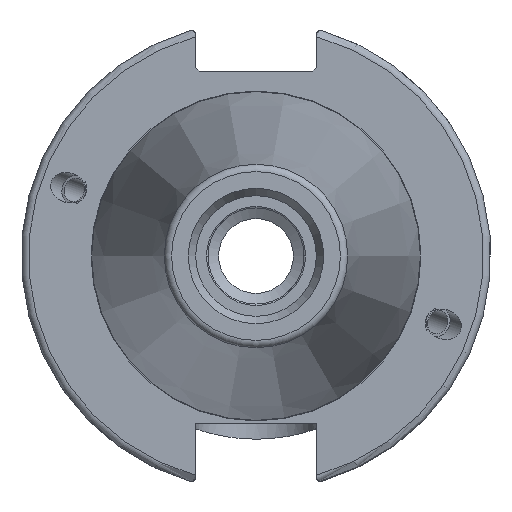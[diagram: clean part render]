
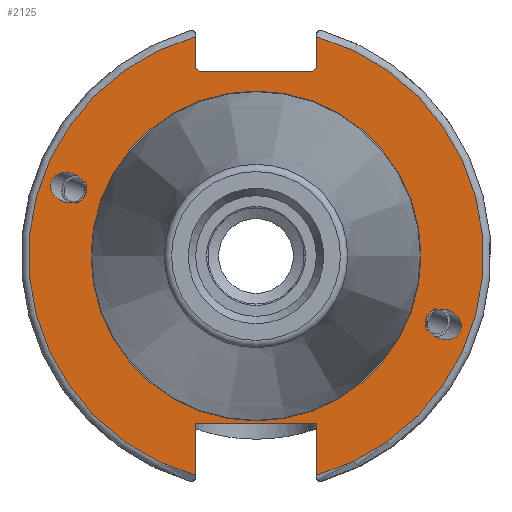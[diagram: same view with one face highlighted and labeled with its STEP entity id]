
A CAD part, left-side view. The second image highlights one B-rep face of the part: STEP entity #2125.
In plain terms, the highlighted planar face has unit normal (-1, 0, 0).
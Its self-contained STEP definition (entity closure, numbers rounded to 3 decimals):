
#41=ELLIPSE('',#2362,2.442,2.);
#50=ELLIPSE('',#2390,2.442,2.);
#127=FACE_BOUND('',#346,.T.);
#128=FACE_BOUND('',#347,.T.);
#129=FACE_BOUND('',#348,.T.);
#144=PLANE('',#2415);
#228=FACE_OUTER_BOUND('',#345,.T.);
#345=EDGE_LOOP('',(#1767,#1768,#1769,#1770,#1771,#1772,#1773,#1774,#1775,
#1776));
#346=EDGE_LOOP('',(#1777));
#347=EDGE_LOOP('',(#1778));
#348=EDGE_LOOP('',(#1779,#1780));
#441=LINE('',#3857,#535);
#442=LINE('',#3861,#536);
#443=LINE('',#3863,#537);
#444=LINE('',#3865,#538);
#445=LINE('',#3867,#539);
#446=LINE('',#3869,#540);
#447=LINE('',#3873,#541);
#448=LINE('',#3874,#542);
#535=VECTOR('',#2997,10.);
#536=VECTOR('',#3000,10.);
#537=VECTOR('',#3001,10.);
#538=VECTOR('',#3002,10.);
#539=VECTOR('',#3003,10.);
#540=VECTOR('',#3004,10.);
#541=VECTOR('',#3007,10.);
#542=VECTOR('',#3008,10.);
#724=CIRCLE('',#2411,22.3);
#725=CIRCLE('',#2412,22.3);
#728=CIRCLE('',#2416,30.75);
#729=CIRCLE('',#2417,30.75);
#896=VERTEX_POINT('',#3752);
#914=VERTEX_POINT('',#3805);
#928=VERTEX_POINT('',#3846);
#929=VERTEX_POINT('',#3848);
#931=VERTEX_POINT('',#3855);
#932=VERTEX_POINT('',#3856);
#933=VERTEX_POINT('',#3858);
#934=VERTEX_POINT('',#3860);
#935=VERTEX_POINT('',#3862);
#936=VERTEX_POINT('',#3864);
#937=VERTEX_POINT('',#3866);
#938=VERTEX_POINT('',#3868);
#939=VERTEX_POINT('',#3870);
#940=VERTEX_POINT('',#3872);
#1181=EDGE_CURVE('',#896,#896,#41,.T.);
#1207=EDGE_CURVE('',#914,#914,#50,.T.);
#1226=EDGE_CURVE('',#928,#929,#724,.T.);
#1227=EDGE_CURVE('',#929,#928,#725,.T.);
#1230=EDGE_CURVE('',#931,#932,#441,.T.);
#1231=EDGE_CURVE('',#933,#932,#728,.T.);
#1232=EDGE_CURVE('',#933,#934,#442,.T.);
#1233=EDGE_CURVE('',#935,#934,#443,.T.);
#1234=EDGE_CURVE('',#935,#936,#444,.T.);
#1235=EDGE_CURVE('',#937,#936,#445,.T.);
#1236=EDGE_CURVE('',#937,#938,#446,.T.);
#1237=EDGE_CURVE('',#939,#938,#729,.T.);
#1238=EDGE_CURVE('',#939,#940,#447,.T.);
#1239=EDGE_CURVE('',#940,#931,#448,.T.);
#1767=ORIENTED_EDGE('',*,*,#1230,.T.);
#1768=ORIENTED_EDGE('',*,*,#1231,.F.);
#1769=ORIENTED_EDGE('',*,*,#1232,.T.);
#1770=ORIENTED_EDGE('',*,*,#1233,.F.);
#1771=ORIENTED_EDGE('',*,*,#1234,.T.);
#1772=ORIENTED_EDGE('',*,*,#1235,.F.);
#1773=ORIENTED_EDGE('',*,*,#1236,.T.);
#1774=ORIENTED_EDGE('',*,*,#1237,.F.);
#1775=ORIENTED_EDGE('',*,*,#1238,.T.);
#1776=ORIENTED_EDGE('',*,*,#1239,.T.);
#1777=ORIENTED_EDGE('',*,*,#1181,.T.);
#1778=ORIENTED_EDGE('',*,*,#1207,.T.);
#1779=ORIENTED_EDGE('',*,*,#1227,.F.);
#1780=ORIENTED_EDGE('',*,*,#1226,.F.);
#2125=ADVANCED_FACE('',(#228,#127,#128,#129),#144,.T.);
#2362=AXIS2_PLACEMENT_3D('',#3754,#2876,#2877);
#2390=AXIS2_PLACEMENT_3D('',#3807,#2939,#2940);
#2411=AXIS2_PLACEMENT_3D('',#3849,#2987,#2988);
#2412=AXIS2_PLACEMENT_3D('',#3850,#2989,#2990);
#2415=AXIS2_PLACEMENT_3D('',#3854,#2995,#2996);
#2416=AXIS2_PLACEMENT_3D('',#3859,#2998,#2999);
#2417=AXIS2_PLACEMENT_3D('',#3871,#3005,#3006);
#2876=DIRECTION('center_axis',(1.,0.,0.));
#2877=DIRECTION('ref_axis',(0.,-0.94,-0.342));
#2939=DIRECTION('center_axis',(1.,0.,0.));
#2940=DIRECTION('ref_axis',(0.,0.94,0.342));
#2987=DIRECTION('center_axis',(-1.,0.,0.));
#2988=DIRECTION('ref_axis',(0.,-1.,0.));
#2989=DIRECTION('center_axis',(-1.,0.,0.));
#2990=DIRECTION('ref_axis',(0.,-1.,0.));
#2995=DIRECTION('center_axis',(-1.,0.,0.));
#2996=DIRECTION('ref_axis',(0.,0.,1.));
#2997=DIRECTION('',(0.,0.,-1.));
#2998=DIRECTION('center_axis',(1.,0.,0.));
#2999=DIRECTION('ref_axis',(0.,-1.,0.));
#3000=DIRECTION('',(0.,0.,-1.));
#3001=DIRECTION('',(0.,-0.707,0.707));
#3002=DIRECTION('',(0.,1.,0.));
#3003=DIRECTION('',(0.,-0.707,-0.707));
#3004=DIRECTION('',(0.,0.,1.));
#3005=DIRECTION('center_axis',(1.,0.,0.));
#3006=DIRECTION('ref_axis',(0.,1.,0.));
#3007=DIRECTION('',(0.,0.,1.));
#3008=DIRECTION('',(0.,-1.,0.));
#3752=CARTESIAN_POINT('',(3.175,-23.077,-8.399));
#3754=CARTESIAN_POINT('Origin',(3.175,-25.372,-9.235));
#3805=CARTESIAN_POINT('',(3.175,23.077,8.399));
#3807=CARTESIAN_POINT('Origin',(3.175,25.372,9.235));
#3846=CARTESIAN_POINT('',(3.175,0.,22.3));
#3848=CARTESIAN_POINT('',(3.175,22.3,0.));
#3849=CARTESIAN_POINT('Origin',(3.175,0.,0.));
#3850=CARTESIAN_POINT('Origin',(3.175,0.,0.));
#3854=CARTESIAN_POINT('Origin',(3.175,31.75,0.));
#3855=CARTESIAN_POINT('',(3.175,-8.19,-22.6));
#3856=CARTESIAN_POINT('',(3.175,-8.19,-29.639));
#3857=CARTESIAN_POINT('',(3.175,-8.19,-11.3));
#3858=CARTESIAN_POINT('',(3.175,-8.19,29.639));
#3859=CARTESIAN_POINT('Origin',(3.175,0.,0.));
#3860=CARTESIAN_POINT('',(3.175,-8.19,25.5));
#3861=CARTESIAN_POINT('',(3.175,-8.19,12.5));
#3862=CARTESIAN_POINT('',(3.175,-7.69,25.));
#3863=CARTESIAN_POINT('',(3.175,8.295,9.015));
#3864=CARTESIAN_POINT('',(3.175,7.69,25.));
#3865=CARTESIAN_POINT('',(3.175,15.875,25.));
#3866=CARTESIAN_POINT('',(3.175,8.19,25.5));
#3867=CARTESIAN_POINT('',(3.175,7.58,24.89));
#3868=CARTESIAN_POINT('',(3.175,8.19,29.639));
#3869=CARTESIAN_POINT('',(3.175,8.19,12.5));
#3870=CARTESIAN_POINT('',(3.175,8.19,-29.639));
#3871=CARTESIAN_POINT('Origin',(3.175,0.,0.));
#3872=CARTESIAN_POINT('',(3.175,8.19,-22.6));
#3873=CARTESIAN_POINT('',(3.175,8.19,-11.3));
#3874=CARTESIAN_POINT('',(3.175,15.875,-22.6));
